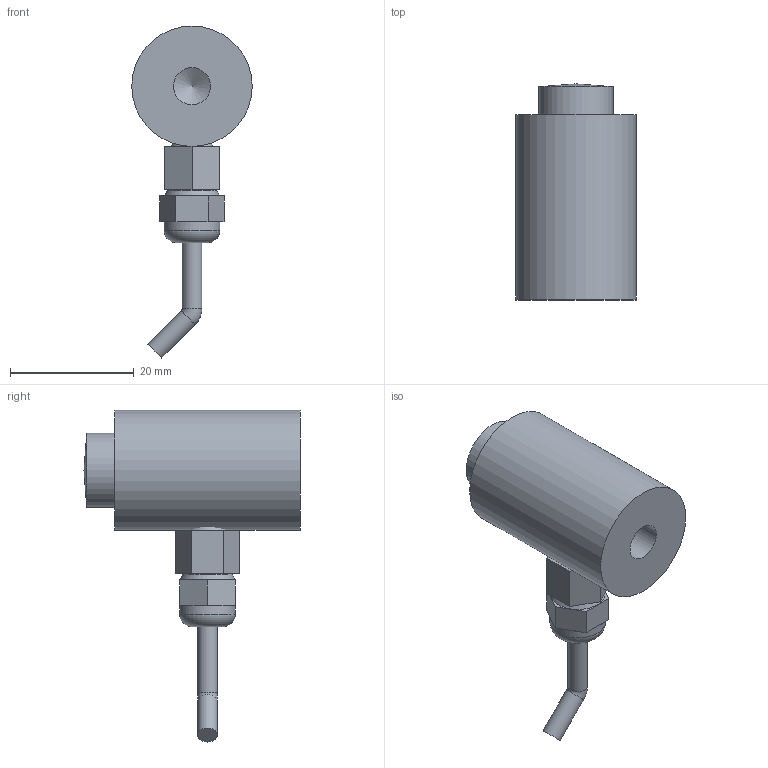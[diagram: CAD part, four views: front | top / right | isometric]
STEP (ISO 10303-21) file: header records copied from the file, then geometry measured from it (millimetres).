
FILE_DESCRIPTION( ( 'Unknown' ), '1' );
FILE_NAME( 'K2071-5-15kN.stp', 'Unknown', ( 'Unknown' ), ( 'Unknown' ), 'PSStep 17.0.49', 'Unknown', ' ' );
FILE_SCHEMA( ( 'AUTOMOTIVE_DESIGN { 1 0 10303 214 1 1 1 1 }' ) );
Length unit declared in the file: millimetre
Products named in the file (4): Assem1; 2071-001_DOC-00072612; skindicht-mini m6x1_doc-00036125; 1465-Messkabel 45°_DOC-00067308
Assembly tree (3 placements, depth 2):
  Assem1
    2071-001_DOC-00072612
    skindicht-mini m6x1_doc-00036125
    1465-Messkabel 45°_DOC-00067308
Bounding box: 19.5 x 35 x 53.77 mm (x, y, z)
Volume: 10466.6 mm3; surface area: 3982.6 mm2
Topology: 3 solids, 4 shells, 63 faces, 134 edges, 80 vertices
Faces by surface type: plane 33, cylinder 16, cone 11, torus 2, sphere 1
Full cylindrical faces by diameter (mm): 3.2 x3, 6 x1, 8 x1, 9.026 x1, 12 x1, 19.5 x1
Entity records: 2128 total; most frequent: DIRECTION 296, CARTESIAN_POINT 255, ORIENTED_EDGE 224, AXIS2_PLACEMENT_3D 117, EDGE_CURVE 112, EDGE_LOOP 84, VERTEX_POINT 76, FACE_OUTER_BOUND 73
